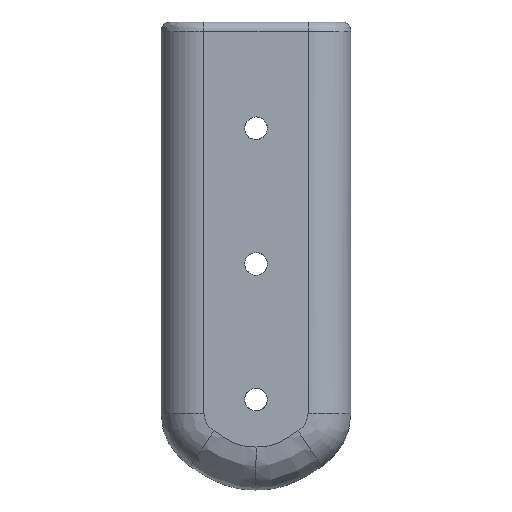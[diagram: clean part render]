
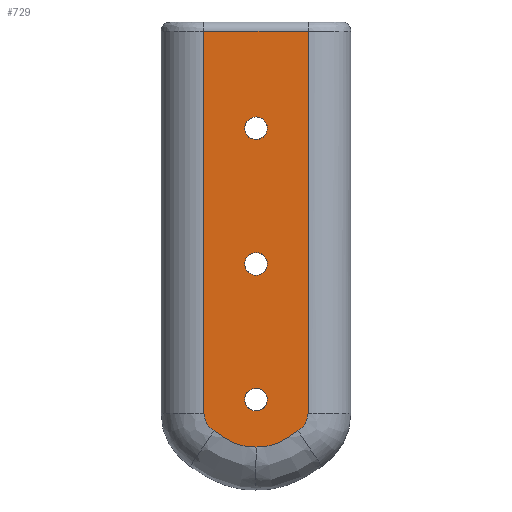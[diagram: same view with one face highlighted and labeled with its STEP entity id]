
A CAD part, front view. The second image highlights one B-rep face of the part: STEP entity #729.
In plain terms, the highlighted free-form (B-spline) face has degree [1, 1] with [2, 2] control points.
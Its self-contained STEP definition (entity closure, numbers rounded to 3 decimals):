
#244 = VERTEX_POINT('',#245);
#245 = CARTESIAN_POINT('',(2.135,0.,17.362));
#378 = VERTEX_POINT('',#379);
#379 = CARTESIAN_POINT('',(-2.135,0.,17.362));
#540 = EDGE_CURVE('',#378,#244,#541,.T.);
#541 = B_SPLINE_CURVE_WITH_KNOTS('',1,(#542,#543),.UNSPECIFIED.,.F.,.F.,
  (2,2),(-4.145,0.455),.PIECEWISE_BEZIER_KNOTS.);
#542 = CARTESIAN_POINT('',(-2.135,0.,17.362));
#543 = CARTESIAN_POINT('',(2.135,0.,17.362));
#566 = VERTEX_POINT('',#567);
#567 = CARTESIAN_POINT('',(-2.135,0.,1.671));
#575 = EDGE_CURVE('',#566,#378,#576,.T.);
#576 = B_SPLINE_CURVE_WITH_KNOTS('',1,(#577,#578),.UNSPECIFIED.,.F.,.F.,
  (2,2),(-3.599,13.301),.PIECEWISE_BEZIER_KNOTS.);
#577 = CARTESIAN_POINT('',(-2.135,0.,1.671));
#578 = CARTESIAN_POINT('',(-2.135,0.,17.362));
#729 = ADVANCED_FACE('',(#730,#797,#811,#825),#839,.F.);
#730 = FACE_BOUND('',#731,.T.);
#731 = EDGE_LOOP('',(#732,#733,#734,#742,#763,#784,#792));
#732 = ORIENTED_EDGE('',*,*,#540,.F.);
#733 = ORIENTED_EDGE('',*,*,#575,.F.);
#734 = ORIENTED_EDGE('',*,*,#735,.F.);
#735 = EDGE_CURVE('',#736,#566,#738,.T.);
#736 = VERTEX_POINT('',#737);
#737 = CARTESIAN_POINT('',(-1.724,0.,0.951));
#738 = ( BOUNDED_CURVE() B_SPLINE_CURVE(2,(#739,#740,#741),
.UNSPECIFIED.,.F.,.F.) B_SPLINE_CURVE_WITH_KNOTS((3,3),(5.742,
6.781),.PIECEWISE_BEZIER_KNOTS.) CURVE() 
GEOMETRIC_REPRESENTATION_ITEM() RATIONAL_B_SPLINE_CURVE((1.,
0.868,1.)) REPRESENTATION_ITEM('') );
#739 = CARTESIAN_POINT('',(-1.724,0.,0.951));
#740 = CARTESIAN_POINT('',(-2.135,0.,1.193));
#741 = CARTESIAN_POINT('',(-2.135,0.,1.671));
#742 = ORIENTED_EDGE('',*,*,#743,.F.);
#743 = EDGE_CURVE('',#744,#736,#746,.T.);
#744 = VERTEX_POINT('',#745);
#745 = CARTESIAN_POINT('',(0.,0.,0.279));
#746 = B_SPLINE_CURVE_WITH_KNOTS('',3,(#747,#748,#749,#750,#751,#752,
    #753,#754,#755,#756,#757,#758,#759,#760,#761,#762),.UNSPECIFIED.,.F.
  ,.F.,(4,2,1,1,1,1,1,1,1,1,2,4),(-0.005,0.,
    0.01,0.019,0.038,
    0.077,0.115,0.153,0.172,
    0.182,0.192,0.198),.UNSPECIFIED.);
#747 = CARTESIAN_POINT('',(0.,0.,0.279));
#748 = CARTESIAN_POINT('',(-0.016,0.,0.279));
#749 = CARTESIAN_POINT('',(-0.033,0.,0.278));
#750 = CARTESIAN_POINT('',(-0.079,0.,0.277));
#751 = CARTESIAN_POINT('',(-0.138,0.,0.277));
#752 = CARTESIAN_POINT('',(-0.256,0.,0.281));
#753 = CARTESIAN_POINT('',(-0.463,0.,0.303));
#754 = CARTESIAN_POINT('',(-0.751,0.,0.38));
#755 = CARTESIAN_POINT('',(-1.075,0.,0.529));
#756 = CARTESIAN_POINT('',(-1.33,0.,0.68));
#757 = CARTESIAN_POINT('',(-1.503,0.,0.794));
#758 = CARTESIAN_POINT('',(-1.6,0.,0.862));
#759 = CARTESIAN_POINT('',(-1.649,0.,0.896));
#760 = CARTESIAN_POINT('',(-1.69,0.,0.926));
#761 = CARTESIAN_POINT('',(-1.707,0.,0.939));
#762 = CARTESIAN_POINT('',(-1.724,0.,0.951));
#763 = ORIENTED_EDGE('',*,*,#764,.T.);
#764 = EDGE_CURVE('',#744,#765,#767,.T.);
#765 = VERTEX_POINT('',#766);
#766 = CARTESIAN_POINT('',(1.724,0.,0.951));
#767 = B_SPLINE_CURVE_WITH_KNOTS('',3,(#768,#769,#770,#771,#772,#773,
    #774,#775,#776,#777,#778,#779,#780,#781,#782,#783),.UNSPECIFIED.,.F.
  ,.F.,(4,2,1,1,1,1,1,1,1,1,2,4),(-0.005,0.,
    0.01,0.019,0.038,
    0.077,0.115,0.153,0.172,
    0.182,0.192,0.198),.UNSPECIFIED.);
#768 = CARTESIAN_POINT('',(0.,0.,0.279));
#769 = CARTESIAN_POINT('',(0.016,0.,0.279));
#770 = CARTESIAN_POINT('',(0.033,0.,0.278));
#771 = CARTESIAN_POINT('',(0.079,0.,0.277));
#772 = CARTESIAN_POINT('',(0.138,0.,0.277));
#773 = CARTESIAN_POINT('',(0.256,0.,0.281));
#774 = CARTESIAN_POINT('',(0.463,0.,0.303));
#775 = CARTESIAN_POINT('',(0.751,0.,0.38));
#776 = CARTESIAN_POINT('',(1.075,0.,0.529));
#777 = CARTESIAN_POINT('',(1.33,0.,0.68));
#778 = CARTESIAN_POINT('',(1.503,0.,0.794));
#779 = CARTESIAN_POINT('',(1.6,0.,0.862));
#780 = CARTESIAN_POINT('',(1.649,0.,0.896));
#781 = CARTESIAN_POINT('',(1.69,0.,0.926));
#782 = CARTESIAN_POINT('',(1.707,0.,0.939));
#783 = CARTESIAN_POINT('',(1.724,0.,0.951));
#784 = ORIENTED_EDGE('',*,*,#785,.T.);
#785 = EDGE_CURVE('',#765,#786,#788,.T.);
#786 = VERTEX_POINT('',#787);
#787 = CARTESIAN_POINT('',(2.135,0.,1.671));
#788 = ( BOUNDED_CURVE() B_SPLINE_CURVE(2,(#789,#790,#791),
.UNSPECIFIED.,.F.,.F.) B_SPLINE_CURVE_WITH_KNOTS((3,3),(5.742,
6.781),.PIECEWISE_BEZIER_KNOTS.) CURVE() 
GEOMETRIC_REPRESENTATION_ITEM() RATIONAL_B_SPLINE_CURVE((1.,
0.868,1.)) REPRESENTATION_ITEM('') );
#789 = CARTESIAN_POINT('',(1.724,0.,0.951));
#790 = CARTESIAN_POINT('',(2.135,0.,1.193));
#791 = CARTESIAN_POINT('',(2.135,0.,1.671));
#792 = ORIENTED_EDGE('',*,*,#793,.T.);
#793 = EDGE_CURVE('',#786,#244,#794,.T.);
#794 = B_SPLINE_CURVE_WITH_KNOTS('',1,(#795,#796),.UNSPECIFIED.,.F.,.F.,
  (2,2),(-3.599,13.301),.PIECEWISE_BEZIER_KNOTS.);
#795 = CARTESIAN_POINT('',(2.135,0.,1.671));
#796 = CARTESIAN_POINT('',(2.135,0.,17.362));
#797 = FACE_BOUND('',#798,.T.);
#798 = EDGE_LOOP('',(#799));
#799 = ORIENTED_EDGE('',*,*,#800,.T.);
#800 = EDGE_CURVE('',#801,#801,#803,.T.);
#801 = VERTEX_POINT('',#802);
#802 = CARTESIAN_POINT('',(-0.464,0.,2.228));
#803 = ( BOUNDED_CURVE() B_SPLINE_CURVE(2,(#804,#805,#806,#807,#808,#809
,#810),.UNSPECIFIED.,.T.,.F.) B_SPLINE_CURVE_WITH_KNOTS((3,2,2,3),(
    3.142,5.236,7.33,9.425),
.PIECEWISE_BEZIER_KNOTS.) CURVE() GEOMETRIC_REPRESENTATION_ITEM() 
RATIONAL_B_SPLINE_CURVE((1.,0.5,1.,0.5,1.,0.5,1.)) REPRESENTATION_ITEM(
  '') );
#804 = CARTESIAN_POINT('',(-0.464,0.,2.228));
#805 = CARTESIAN_POINT('',(-0.464,0.,3.032));
#806 = CARTESIAN_POINT('',(0.232,0.,2.63));
#807 = CARTESIAN_POINT('',(0.928,0.,2.228));
#808 = CARTESIAN_POINT('',(0.232,0.,1.826));
#809 = CARTESIAN_POINT('',(-0.464,0.,1.424));
#810 = CARTESIAN_POINT('',(-0.464,0.,2.228));
#811 = FACE_BOUND('',#812,.T.);
#812 = EDGE_LOOP('',(#813));
#813 = ORIENTED_EDGE('',*,*,#814,.T.);
#814 = EDGE_CURVE('',#815,#815,#817,.T.);
#815 = VERTEX_POINT('',#816);
#816 = CARTESIAN_POINT('',(-0.464,0.,7.799));
#817 = ( BOUNDED_CURVE() B_SPLINE_CURVE(2,(#818,#819,#820,#821,#822,#823
,#824),.UNSPECIFIED.,.T.,.F.) B_SPLINE_CURVE_WITH_KNOTS((3,2,2,3),(
    3.142,5.236,7.33,9.425),
.PIECEWISE_BEZIER_KNOTS.) CURVE() GEOMETRIC_REPRESENTATION_ITEM() 
RATIONAL_B_SPLINE_CURVE((1.,0.5,1.,0.5,1.,0.5,1.)) REPRESENTATION_ITEM(
  '') );
#818 = CARTESIAN_POINT('',(-0.464,0.,7.799));
#819 = CARTESIAN_POINT('',(-0.464,0.,8.603));
#820 = CARTESIAN_POINT('',(0.232,0.,8.201));
#821 = CARTESIAN_POINT('',(0.928,0.,7.799));
#822 = CARTESIAN_POINT('',(0.232,0.,7.397));
#823 = CARTESIAN_POINT('',(-0.464,0.,6.995));
#824 = CARTESIAN_POINT('',(-0.464,0.,7.799));
#825 = FACE_BOUND('',#826,.T.);
#826 = EDGE_LOOP('',(#827));
#827 = ORIENTED_EDGE('',*,*,#828,.T.);
#828 = EDGE_CURVE('',#829,#829,#831,.T.);
#829 = VERTEX_POINT('',#830);
#830 = CARTESIAN_POINT('',(-0.464,0.,13.369));
#831 = ( BOUNDED_CURVE() B_SPLINE_CURVE(2,(#832,#833,#834,#835,#836,#837
,#838),.UNSPECIFIED.,.T.,.F.) B_SPLINE_CURVE_WITH_KNOTS((3,2,2,3),(
    3.142,5.236,7.33,9.425),
.PIECEWISE_BEZIER_KNOTS.) CURVE() GEOMETRIC_REPRESENTATION_ITEM() 
RATIONAL_B_SPLINE_CURVE((1.,0.5,1.,0.5,1.,0.5,1.)) REPRESENTATION_ITEM(
  '') );
#832 = CARTESIAN_POINT('',(-0.464,0.,13.369));
#833 = CARTESIAN_POINT('',(-0.464,0.,14.174));
#834 = CARTESIAN_POINT('',(0.232,0.,13.771));
#835 = CARTESIAN_POINT('',(0.928,0.,13.369));
#836 = CARTESIAN_POINT('',(0.232,0.,12.967));
#837 = CARTESIAN_POINT('',(-0.464,0.,12.565));
#838 = CARTESIAN_POINT('',(-0.464,0.,13.369));
#839 = B_SPLINE_SURFACE_WITH_KNOTS('',1,1,(
    (#840,#841)
    ,(#842,#843
    )),.UNSPECIFIED.,.F.,.F.,.F.,(2,2),(2,2),(-0.2,4.4),(-9.701
    ,8.701),.PIECEWISE_BEZIER_KNOTS.);
#840 = CARTESIAN_POINT('',(-2.135,0.,17.362));
#841 = CARTESIAN_POINT('',(-2.135,0.,0.277));
#842 = CARTESIAN_POINT('',(2.135,0.,17.362));
#843 = CARTESIAN_POINT('',(2.135,0.,0.277));
